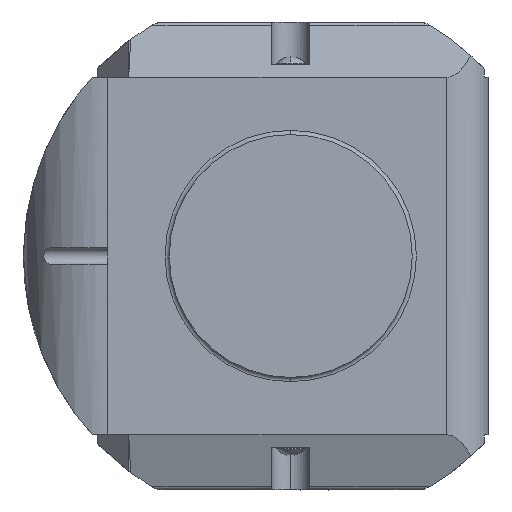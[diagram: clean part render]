
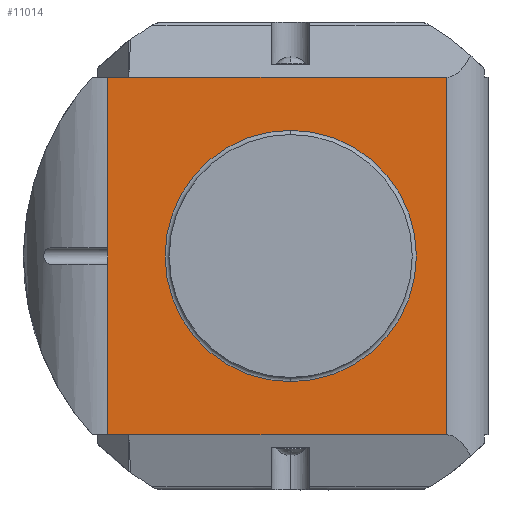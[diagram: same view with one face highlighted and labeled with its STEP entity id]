
A CAD part, front view. The second image highlights one B-rep face of the part: STEP entity #11014.
In plain terms, the highlighted planar face has unit normal (0, -1, 0).
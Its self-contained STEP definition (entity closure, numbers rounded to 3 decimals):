
#744=CARTESIAN_POINT('',(37.,64.5,42.5));
#746=DIRECTION('',(-1.,0.,0.));
#747=VECTOR('',#746,75.5);
#748=CARTESIAN_POINT('',(37.,64.5,42.5));
#749=LINE('',#748,#747);
#933=DIRECTION('',(-1.,0.,0.));
#934=VECTOR('',#933,5.);
#935=CARTESIAN_POINT('',(-38.5,64.5,42.5));
#936=LINE('',#935,#934);
#1010=DIRECTION('',(0.,0.,-1.));
#1011=VECTOR('',#1010,40.5);
#1012=CARTESIAN_POINT('',(-43.5,64.5,42.5));
#1013=LINE('',#1012,#1011);
#1014=DIRECTION('',(0.,0.,-1.));
#1015=VECTOR('',#1014,40.5);
#1016=CARTESIAN_POINT('',(-43.5,64.5,-2.));
#1017=LINE('',#1016,#1015);
#1018=DIRECTION('',(-1.,0.,0.));
#1019=VECTOR('',#1018,75.5);
#1020=CARTESIAN_POINT('',(37.,64.5,-42.5));
#1021=LINE('',#1020,#1019);
#1022=CARTESIAN_POINT('',(0.,64.5,0.));
#1023=DIRECTION('',(0.,-1.,0.));
#1024=DIRECTION('',(0.,0.,1.));
#1025=AXIS2_PLACEMENT_3D('',#1022,#1023,#1024);
#1027=CARTESIAN_POINT('',(0.,64.5,0.));
#1028=DIRECTION('',(0.,-1.,0.));
#1029=DIRECTION('',(0.,0.,-1.));
#1030=AXIS2_PLACEMENT_3D('',#1027,#1028,#1029);
#1037=DIRECTION('',(0.,0.,-1.));
#1038=VECTOR('',#1037,4.);
#1039=CARTESIAN_POINT('',(-43.5,64.5,2.));
#1040=LINE('',#1039,#1038);
#1100=DIRECTION('',(0.,0.,1.));
#1101=VECTOR('',#1100,85.);
#1102=CARTESIAN_POINT('',(37.,64.5,-42.5));
#1103=LINE('',#1102,#1101);
#2011=DIRECTION('',(1.,0.,0.));
#2012=VECTOR('',#2011,5.);
#2013=CARTESIAN_POINT('',(-43.5,64.5,-42.5));
#2014=LINE('',#2013,#2012);
#8491=VERTEX_POINT('',#744);
#8492=CARTESIAN_POINT('',(-38.5,64.5,42.5));
#8493=VERTEX_POINT('',#8492);
#8553=CARTESIAN_POINT('',(-43.5,64.5,42.5));
#8554=VERTEX_POINT('',#8553);
#8568=CARTESIAN_POINT('',(-43.5,64.5,2.));
#8569=VERTEX_POINT('',#8568);
#8573=CARTESIAN_POINT('',(-43.5,64.5,-2.));
#8574=VERTEX_POINT('',#8573);
#8575=CARTESIAN_POINT('',(-43.5,64.5,-42.5));
#8576=VERTEX_POINT('',#8575);
#8577=CARTESIAN_POINT('',(37.,64.5,-42.5));
#8578=VERTEX_POINT('',#8577);
#8579=CARTESIAN_POINT('',(-38.5,64.5,-42.5));
#8580=VERTEX_POINT('',#8579);
#8581=CARTESIAN_POINT('',(0.,64.5,29.87));
#8582=CARTESIAN_POINT('',(0.,64.5,
-29.87));
#8583=VERTEX_POINT('',#8581);
#8584=VERTEX_POINT('',#8582);
#10989=CARTESIAN_POINT('',(-30.508,64.5,-50.5));
#10990=DIRECTION('',(0.,-1.,0.));
#10991=DIRECTION('',(0.,0.,1.));
#10992=AXIS2_PLACEMENT_3D('',#10989,#10990,#10991);
#10993=PLANE('',#10992);
#10994=ORIENTED_EDGE('',*,*,#10982,.F.);
#10996=ORIENTED_EDGE('',*,*,#10995,.F.);
#10997=ORIENTED_EDGE('',*,*,#10974,.F.);
#10998=ORIENTED_EDGE('',*,*,#10920,.F.);
#10999=ORIENTED_EDGE('',*,*,#10629,.F.);
#11001=ORIENTED_EDGE('',*,*,#11000,.F.);
#11003=ORIENTED_EDGE('',*,*,#11002,.T.);
#11005=ORIENTED_EDGE('',*,*,#11004,.F.);
#11006=EDGE_LOOP('',(#10994,#10996,#10997,#10998,#10999,#11001,#11003,#11005));
#11007=FACE_OUTER_BOUND('',#11006,.F.);
#11009=ORIENTED_EDGE('',*,*,#11008,.T.);
#11011=ORIENTED_EDGE('',*,*,#11010,.T.);
#11012=EDGE_LOOP('',(#11009,#11011));
#11013=FACE_BOUND('',#11012,.F.);
#1026=CIRCLE('',#1025,29.87);
#1031=CIRCLE('',#1030,29.87);
#10629=EDGE_CURVE('',#8491,#8493,#749,.T.);
#10920=EDGE_CURVE('',#8493,#8554,#936,.T.);
#10974=EDGE_CURVE('',#8554,#8569,#1013,.T.);
#10982=EDGE_CURVE('',#8574,#8576,#1017,.T.);
#10995=EDGE_CURVE('',#8569,#8574,#1040,.T.);
#11000=EDGE_CURVE('',#8578,#8491,#1103,.T.);
#11002=EDGE_CURVE('',#8578,#8580,#1021,.T.);
#11004=EDGE_CURVE('',#8576,#8580,#2014,.T.);
#11008=EDGE_CURVE('',#8583,#8584,#1026,.T.);
#11010=EDGE_CURVE('',#8584,#8583,#1031,.T.);
#11014=ADVANCED_FACE('',(#11007,#11013),#10993,.T.);
